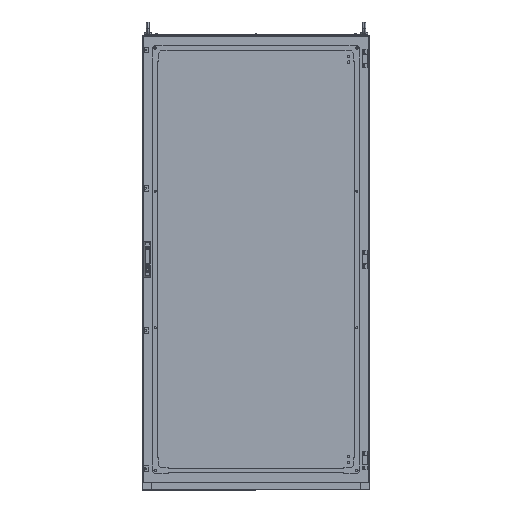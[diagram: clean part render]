
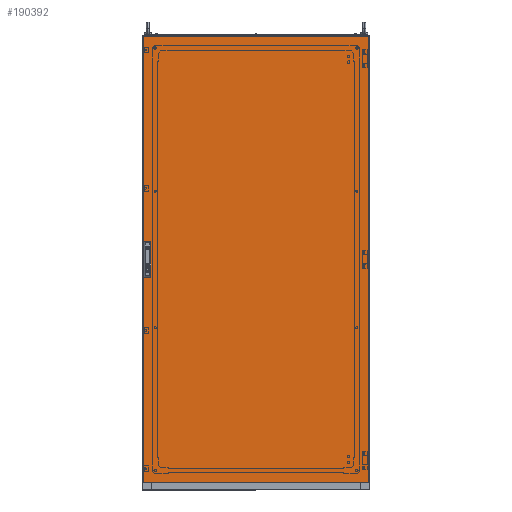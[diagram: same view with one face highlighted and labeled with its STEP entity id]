
A CAD part, top view. The second image highlights one B-rep face of the part: STEP entity #190392.
In plain terms, the highlighted planar face has unit normal (0, 0, 1).
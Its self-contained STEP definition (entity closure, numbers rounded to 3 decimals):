
#1038 = CARTESIAN_POINT ( 'NONE',  ( 497., 997., 0. ) ) ;
#2099 = DIRECTION ( 'NONE',  ( 0., 1., 0. ) ) ;
#4096 = VERTEX_POINT ( 'NONE', #41252 ) ;
#5237 = LINE ( 'NONE', #113086, #180095 ) ;
#5262 = EDGE_CURVE ( 'NONE', #96249, #48977, #65307, .T. ) ;
#8925 = EDGE_CURVE ( 'NONE', #51904, #193734, #161234, .T. ) ;
#9195 = VECTOR ( 'NONE', #59980, 1000. ) ;
#12498 = VECTOR ( 'NONE', #145795, 1000. ) ;
#13609 = LINE ( 'NONE', #197982, #9195 ) ;
#14242 = VECTOR ( 'NONE', #54463, 1000. ) ;
#15455 = LINE ( 'NONE', #150501, #30515 ) ;
#15675 = DIRECTION ( 'NONE',  ( 1., 0., 0. ) ) ;
#16124 = ORIENTED_EDGE ( 'NONE', *, *, #5262, .F. ) ;
#19779 = DIRECTION ( 'NONE',  ( -1., 0., 0. ) ) ;
#21366 = EDGE_CURVE ( 'NONE', #193734, #153375, #15455, .T. ) ;
#23276 = CARTESIAN_POINT ( 'NONE',  ( -465.7, -61.5, 0. ) ) ;
#26237 = VERTEX_POINT ( 'NONE', #1038 ) ;
#28638 = DIRECTION ( 'NONE',  ( -1., 0., 0. ) ) ;
#30515 = VECTOR ( 'NONE', #28638, 1000. ) ;
#30587 = LINE ( 'NONE', #140287, #160139 ) ;
#32679 = VECTOR ( 'NONE', #59971, 1000. ) ;
#34195 = EDGE_CURVE ( 'NONE', #119609, #4096, #150851, .T. ) ;
#35905 = LINE ( 'NONE', #63158, #42177 ) ;
#41252 = CARTESIAN_POINT ( 'NONE',  ( -490.7, 88.5, 0. ) ) ;
#41266 = DIRECTION ( 'NONE',  ( 0., -1., 0. ) ) ;
#41963 = EDGE_CURVE ( 'NONE', #48977, #119609, #13609, .T. ) ;
#42177 = VECTOR ( 'NONE', #19779, 1000. ) ;
#43555 = ORIENTED_EDGE ( 'NONE', *, *, #198167, .T. ) ;
#44936 = DIRECTION ( 'NONE',  ( 0., 0., 1. ) ) ;
#48058 = CARTESIAN_POINT ( 'NONE',  ( -490.7, -11.5, 0. ) ) ;
#48977 = VERTEX_POINT ( 'NONE', #141674 ) ;
#51904 = VERTEX_POINT ( 'NONE', #102530 ) ;
#54463 = DIRECTION ( 'NONE',  ( 0., 1., 0. ) ) ;
#57588 = EDGE_LOOP ( 'NONE', ( #134236, #178157, #169940, #16124 ) ) ;
#58884 = VERTEX_POINT ( 'NONE', #71787 ) ;
#59971 = DIRECTION ( 'NONE',  ( 1., 0., 0. ) ) ;
#59980 = DIRECTION ( 'NONE',  ( 0., 1., 0. ) ) ;
#61041 = PLANE ( 'NONE',  #94416 ) ;
#63158 = CARTESIAN_POINT ( 'NONE',  ( -497., 997., 0. ) ) ;
#65307 = LINE ( 'NONE', #175098, #12498 ) ;
#65860 = VERTEX_POINT ( 'NONE', #86396 ) ;
#67108 = EDGE_CURVE ( 'NONE', #26237, #58884, #35905, .T. ) ;
#71787 = CARTESIAN_POINT ( 'NONE',  ( -497., 997., 0. ) ) ;
#72404 = VECTOR ( 'NONE', #41266, 1000. ) ;
#74303 = CARTESIAN_POINT ( 'NONE',  ( -465.7, 88.5, 0. ) ) ;
#74510 = ORIENTED_EDGE ( 'NONE', *, *, #8925, .F. ) ;
#74996 = LINE ( 'NONE', #150530, #87266 ) ;
#75098 = LINE ( 'NONE', #197975, #32679 ) ;
#78134 = CARTESIAN_POINT ( 'NONE',  ( 497., -970., 0. ) ) ;
#82622 = VECTOR ( 'NONE', #112262, 1000. ) ;
#85543 = EDGE_LOOP ( 'NONE', ( #199222, #94170, #43555, #177436 ) ) ;
#86396 = CARTESIAN_POINT ( 'NONE',  ( -490.7, -61.5, 0. ) ) ;
#87266 = VECTOR ( 'NONE', #90086, 1000. ) ;
#90086 = DIRECTION ( 'NONE',  ( 0., -1., 0. ) ) ;
#90273 = CARTESIAN_POINT ( 'NONE',  ( 0., 0., 0. ) ) ;
#90419 = ORIENTED_EDGE ( 'NONE', *, *, #21366, .F. ) ;
#93034 = DIRECTION ( 'NONE',  ( 1., 0., 0. ) ) ;
#94170 = ORIENTED_EDGE ( 'NONE', *, *, #109563, .T. ) ;
#94416 = AXIS2_PLACEMENT_3D ( 'NONE', #90273, #44936, #15675 ) ;
#96249 = VERTEX_POINT ( 'NONE', #121017 ) ;
#98873 = DIRECTION ( 'NONE',  ( 0., -1., 0. ) ) ;
#101635 = LINE ( 'NONE', #163077, #72404 ) ;
#102530 = CARTESIAN_POINT ( 'NONE',  ( -465.7, -61.5, 0. ) ) ;
#104344 = VERTEX_POINT ( 'NONE', #78134 ) ;
#106428 = VERTEX_POINT ( 'NONE', #189615 ) ;
#109563 = EDGE_CURVE ( 'NONE', #106428, #104344, #75098, .T. ) ;
#110942 = CARTESIAN_POINT ( 'NONE',  ( 497., 997., 0. ) ) ;
#112262 = DIRECTION ( 'NONE',  ( -1., 0., 0. ) ) ;
#113086 = CARTESIAN_POINT ( 'NONE',  ( -490.7, -61.5, 0. ) ) ;
#119609 = VERTEX_POINT ( 'NONE', #121522 ) ;
#121017 = CARTESIAN_POINT ( 'NONE',  ( -490.7, 38.5, 0. ) ) ;
#121520 = FACE_BOUND ( 'NONE', #57588, .T. ) ;
#121522 = CARTESIAN_POINT ( 'NONE',  ( -465.7, 88.5, 0. ) ) ;
#124774 = VECTOR ( 'NONE', #2099, 1000. ) ;
#129170 = EDGE_CURVE ( 'NONE', #153375, #65860, #5237, .T. ) ;
#134236 = ORIENTED_EDGE ( 'NONE', *, *, #165815, .F. ) ;
#135548 = FACE_BOUND ( 'NONE', #186550, .T. ) ;
#140088 = LINE ( 'NONE', #110942, #124774 ) ;
#140287 = CARTESIAN_POINT ( 'NONE',  ( -465.7, -61.5, 0. ) ) ;
#140676 = ORIENTED_EDGE ( 'NONE', *, *, #129170, .F. ) ;
#141674 = CARTESIAN_POINT ( 'NONE',  ( -465.7, 38.5, 0. ) ) ;
#145795 = DIRECTION ( 'NONE',  ( 1., 0., 0. ) ) ;
#150501 = CARTESIAN_POINT ( 'NONE',  ( -465.7, -11.5, 0. ) ) ;
#150530 = CARTESIAN_POINT ( 'NONE',  ( -490.7, 38.5, 0. ) ) ;
#150851 = LINE ( 'NONE', #74303, #82622 ) ;
#153375 = VERTEX_POINT ( 'NONE', #48058 ) ;
#160139 = VECTOR ( 'NONE', #93034, 1000. ) ;
#161234 = LINE ( 'NONE', #23276, #14242 ) ;
#163077 = CARTESIAN_POINT ( 'NONE',  ( -497., 997., 0. ) ) ;
#165815 = EDGE_CURVE ( 'NONE', #4096, #96249, #74996, .T. ) ;
#169940 = ORIENTED_EDGE ( 'NONE', *, *, #41963, .F. ) ;
#175098 = CARTESIAN_POINT ( 'NONE',  ( -465.7, 38.5, 0. ) ) ;
#175601 = EDGE_CURVE ( 'NONE', #65860, #51904, #30587, .T. ) ;
#177436 = ORIENTED_EDGE ( 'NONE', *, *, #67108, .T. ) ;
#178157 = ORIENTED_EDGE ( 'NONE', *, *, #34195, .F. ) ;
#180095 = VECTOR ( 'NONE', #98873, 1000. ) ;
#182602 = ORIENTED_EDGE ( 'NONE', *, *, #175601, .F. ) ;
#186550 = EDGE_LOOP ( 'NONE', ( #140676, #90419, #74510, #182602 ) ) ;
#189615 = CARTESIAN_POINT ( 'NONE',  ( -497., -970., 0. ) ) ;
#190392 = ADVANCED_FACE ( 'NONE', ( #121520, #135548, #197078 ), #61041, .T. ) ;
#191062 = CARTESIAN_POINT ( 'NONE',  ( -465.7, -11.5, 0. ) ) ;
#191388 = EDGE_CURVE ( 'NONE', #58884, #106428, #101635, .T. ) ;
#193734 = VERTEX_POINT ( 'NONE', #191062 ) ;
#197078 = FACE_OUTER_BOUND ( 'NONE', #85543, .T. ) ;
#197975 = CARTESIAN_POINT ( 'NONE',  ( -497., -970., 0. ) ) ;
#197982 = CARTESIAN_POINT ( 'NONE',  ( -465.7, 38.5, 0. ) ) ;
#198167 = EDGE_CURVE ( 'NONE', #104344, #26237, #140088, .T. ) ;
#199222 = ORIENTED_EDGE ( 'NONE', *, *, #191388, .T. ) ;
